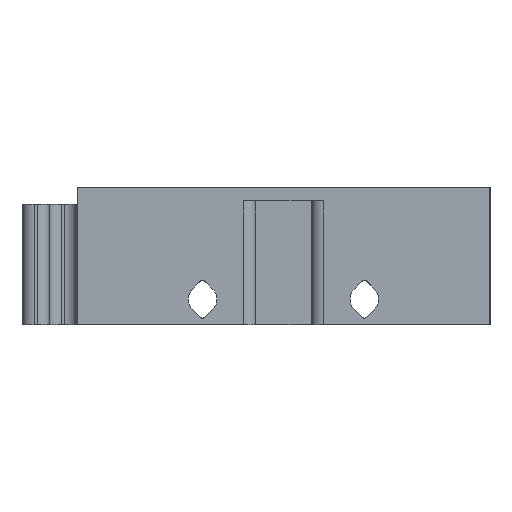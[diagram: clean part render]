
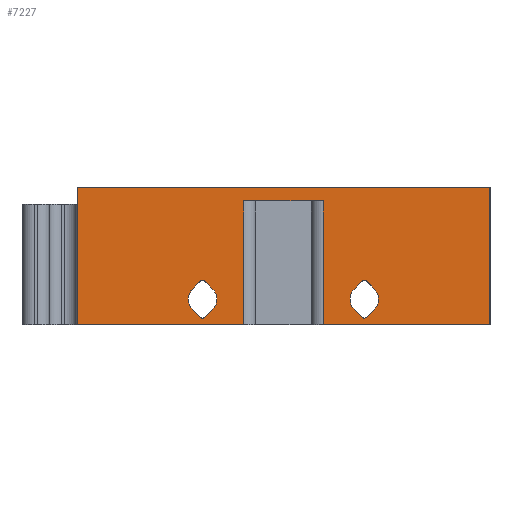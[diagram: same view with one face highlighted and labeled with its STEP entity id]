
A CAD part, left-side view. The second image highlights one B-rep face of the part: STEP entity #7227.
In plain terms, the highlighted planar face has unit normal (-1, 0, 0).
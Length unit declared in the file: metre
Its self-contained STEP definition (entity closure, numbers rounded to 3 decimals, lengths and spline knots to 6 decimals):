
#187=CIRCLE('',#7625,0.0004);
#195=CIRCLE('',#7641,0.002075);
#203=CIRCLE('',#7653,0.002075);
#208=CIRCLE('',#7686,0.0004);
#221=CIRCLE('',#7702,0.002075);
#231=CIRCLE('',#7726,0.002075);
#232=CIRCLE('',#7727,0.0004);
#233=CIRCLE('',#7728,0.0004);
#376=PLANE('',#7725);
#618=LINE('',#10475,#1373);
#666=LINE('',#10668,#1421);
#674=LINE('',#10700,#1429);
#816=LINE('',#11089,#1571);
#833=LINE('',#11140,#1588);
#847=LINE('',#11202,#1602);
#858=LINE('',#11238,#1613);
#880=LINE('',#11297,#1635);
#896=LINE('',#11365,#1651);
#923=LINE('',#11441,#1678);
#924=LINE('',#11442,#1679);
#925=LINE('',#11443,#1680);
#926=LINE('',#11445,#1681);
#927=LINE('',#11447,#1682);
#928=LINE('',#11451,#1683);
#929=LINE('',#11454,#1684);
#1373=VECTOR('',#8166,1.);
#1421=VECTOR('',#8216,1.);
#1429=VECTOR('',#8240,1.);
#1571=VECTOR('',#8528,1.);
#1588=VECTOR('',#8577,1.);
#1602=VECTOR('',#8645,1.);
#1613=VECTOR('',#8678,1.);
#1635=VECTOR('',#8724,1.);
#1651=VECTOR('',#8792,1.);
#1678=VECTOR('',#8855,1.);
#1679=VECTOR('',#8856,1.);
#1680=VECTOR('',#8857,1.);
#1681=VECTOR('',#8858,1.);
#1682=VECTOR('',#8859,1.);
#1683=VECTOR('',#8862,1.);
#1684=VECTOR('',#8865,1.);
#2855=ORIENTED_EDGE('',*,*,#4851,.T.);
#2856=ORIENTED_EDGE('',*,*,#4402,.F.);
#2857=ORIENTED_EDGE('',*,*,#4852,.T.);
#2858=ORIENTED_EDGE('',*,*,#4490,.T.);
#2859=ORIENTED_EDGE('',*,*,#4853,.F.);
#2860=ORIENTED_EDGE('',*,*,#4854,.T.);
#2861=ORIENTED_EDGE('',*,*,#4855,.T.);
#2862=ORIENTED_EDGE('',*,*,#4474,.T.);
#2863=ORIENTED_EDGE('',*,*,#4856,.F.);
#2864=ORIENTED_EDGE('',*,*,#4857,.T.);
#2865=ORIENTED_EDGE('',*,*,#4858,.F.);
#2866=ORIENTED_EDGE('',*,*,#4811,.F.);
#2867=ORIENTED_EDGE('',*,*,#4805,.F.);
#2868=ORIENTED_EDGE('',*,*,#4776,.F.);
#2869=ORIENTED_EDGE('',*,*,#4785,.F.);
#2870=ORIENTED_EDGE('',*,*,#4859,.T.);
#2871=ORIENTED_EDGE('',*,*,#4674,.F.);
#2872=ORIENTED_EDGE('',*,*,#4687,.T.);
#2873=ORIENTED_EDGE('',*,*,#4699,.T.);
#2874=ORIENTED_EDGE('',*,*,#4711,.T.);
#2875=ORIENTED_EDGE('',*,*,#4730,.T.);
#2876=ORIENTED_EDGE('',*,*,#4860,.T.);
#2877=ORIENTED_EDGE('',*,*,#4748,.F.);
#2878=ORIENTED_EDGE('',*,*,#4722,.T.);
#4402=EDGE_CURVE('',#5456,#5457,#618,.F.);
#4474=EDGE_CURVE('',#5529,#5528,#666,.F.);
#4490=EDGE_CURVE('',#5545,#5544,#674,.F.);
#4674=EDGE_CURVE('',#5708,#5705,#816,.T.);
#4687=EDGE_CURVE('',#5708,#5718,#187,.T.);
#4699=EDGE_CURVE('',#5718,#5726,#833,.T.);
#4711=EDGE_CURVE('',#5726,#5734,#195,.T.);
#4722=EDGE_CURVE('',#5742,#5705,#203,.T.);
#4730=EDGE_CURVE('',#5734,#5747,#847,.T.);
#4748=EDGE_CURVE('',#5742,#5762,#858,.T.);
#4776=EDGE_CURVE('',#5786,#5783,#880,.T.);
#4785=EDGE_CURVE('',#5795,#5786,#208,.F.);
#4805=EDGE_CURVE('',#5783,#5807,#221,.F.);
#4811=EDGE_CURVE('',#5807,#5813,#896,.T.);
#4851=EDGE_CURVE('',#5528,#5457,#923,.T.);
#4852=EDGE_CURVE('',#5456,#5545,#924,.F.);
#4853=EDGE_CURVE('',#5844,#5544,#925,.T.);
#4854=EDGE_CURVE('',#5844,#5845,#926,.F.);
#4855=EDGE_CURVE('',#5845,#5529,#927,.F.);
#4856=EDGE_CURVE('',#5846,#5847,#231,.F.);
#4857=EDGE_CURVE('',#5846,#5848,#928,.T.);
#4858=EDGE_CURVE('',#5813,#5848,#232,.F.);
#4859=EDGE_CURVE('',#5795,#5847,#929,.T.);
#4860=EDGE_CURVE('',#5747,#5762,#233,.T.);
#5456=VERTEX_POINT('',#10474);
#5457=VERTEX_POINT('',#10476);
#5528=VERTEX_POINT('',#10667);
#5529=VERTEX_POINT('',#10669);
#5544=VERTEX_POINT('',#10699);
#5545=VERTEX_POINT('',#10701);
#5705=VERTEX_POINT('',#11083);
#5708=VERTEX_POINT('',#11088);
#5718=VERTEX_POINT('',#11115);
#5726=VERTEX_POINT('',#11139);
#5734=VERTEX_POINT('',#11163);
#5742=VERTEX_POINT('',#11187);
#5747=VERTEX_POINT('',#11201);
#5762=VERTEX_POINT('',#11239);
#5783=VERTEX_POINT('',#11291);
#5786=VERTEX_POINT('',#11296);
#5795=VERTEX_POINT('',#11316);
#5807=VERTEX_POINT('',#11350);
#5813=VERTEX_POINT('',#11366);
#5844=VERTEX_POINT('',#11444);
#5845=VERTEX_POINT('',#11446);
#5846=VERTEX_POINT('',#11449);
#5847=VERTEX_POINT('',#11450);
#5848=VERTEX_POINT('',#11452);
#6374=EDGE_LOOP('',(#2855,#2856,#2857,#2858,#2859,#2860,#2861,#2862));
#6375=EDGE_LOOP('',(#2863,#2864,#2865,#2866,#2867,#2868,#2869,#2870));
#6376=EDGE_LOOP('',(#2871,#2872,#2873,#2874,#2875,#2876,#2877,#2878));
#6779=FACE_BOUND('',#6374,.T.);
#6780=FACE_BOUND('',#6375,.T.);
#6781=FACE_BOUND('',#6376,.T.);
#7227=ADVANCED_FACE('',(#6779,#6780,#6781),#376,.F.);
#7625=AXIS2_PLACEMENT_3D('',#11116,#8554,#8555);
#7641=AXIS2_PLACEMENT_3D('',#11164,#8602,#8603);
#7653=AXIS2_PLACEMENT_3D('',#11186,#8629,#8630);
#7686=AXIS2_PLACEMENT_3D('',#11317,#8739,#8740);
#7702=AXIS2_PLACEMENT_3D('',#11353,#8778,#8779);
#7725=AXIS2_PLACEMENT_3D('',#11440,#8853,#8854);
#7726=AXIS2_PLACEMENT_3D('',#11448,#8860,#8861);
#7727=AXIS2_PLACEMENT_3D('',#11453,#8863,#8864);
#7728=AXIS2_PLACEMENT_3D('',#11455,#8866,#8867);
#8166=DIRECTION('',(0.,1.,0.));
#8216=DIRECTION('',(0.,1.,0.));
#8240=DIRECTION('',(0.,1.,0.));
#8528=DIRECTION('',(0.,-0.707,0.707));
#8554=DIRECTION('',(1.,0.,0.));
#8555=DIRECTION('',(0.,1.,0.));
#8577=DIRECTION('',(0.,0.707,0.707));
#8602=DIRECTION('',(1.,0.,0.));
#8603=DIRECTION('',(0.,1.,0.));
#8629=DIRECTION('',(1.,0.,0.));
#8630=DIRECTION('',(0.,1.,0.));
#8645=DIRECTION('',(0.,-0.707,0.707));
#8678=DIRECTION('',(0.,0.707,0.707));
#8724=DIRECTION('',(0.,-0.707,0.707));
#8739=DIRECTION('',(1.,0.,0.));
#8740=DIRECTION('',(0.,1.,0.));
#8778=DIRECTION('',(1.,0.,0.));
#8779=DIRECTION('',(0.,1.,0.));
#8792=DIRECTION('',(0.,0.707,0.707));
#8853=DIRECTION('',(1.,0.,0.));
#8854=DIRECTION('',(0.,1.,0.));
#8855=DIRECTION('',(0.,0.,1.));
#8856=DIRECTION('',(0.,0.,1.));
#8857=DIRECTION('',(0.,0.,-1.));
#8858=DIRECTION('',(0.,1.,0.));
#8859=DIRECTION('',(0.,0.,1.));
#8860=DIRECTION('',(1.,0.,0.));
#8861=DIRECTION('',(0.,1.,0.));
#8862=DIRECTION('',(0.,-0.707,0.707));
#8863=DIRECTION('',(1.,0.,0.));
#8864=DIRECTION('',(0.,1.,0.));
#8865=DIRECTION('',(0.,0.707,0.707));
#8866=DIRECTION('',(1.,0.,0.));
#8867=DIRECTION('',(0.,1.,0.));
#10474=CARTESIAN_POINT('',(0.810025,0.569975,0.38));
#10475=CARTESIAN_POINT('',(0.810025,0.497889,0.38));
#10476=CARTESIAN_POINT('',(0.810025,0.51,0.38));
#10667=CARTESIAN_POINT('',(0.810025,0.51,0.36));
#10668=CARTESIAN_POINT('',(0.810025,0.497889,0.36));
#10669=CARTESIAN_POINT('',(0.810025,0.534222,0.36));
#10699=CARTESIAN_POINT('',(0.810025,0.545778,0.36));
#10700=CARTESIAN_POINT('',(0.810025,0.497889,0.36));
#10701=CARTESIAN_POINT('',(0.810025,0.569975,0.36));
#11083=CARTESIAN_POINT('',(0.810025,0.526799,0.362266));
#11088=CARTESIAN_POINT('',(0.810025,0.527984,0.361082));
#11089=CARTESIAN_POINT('',(0.810025,0.503477,0.385588));
#11115=CARTESIAN_POINT('',(0.810025,0.528549,0.361082));
#11116=CARTESIAN_POINT('',(0.810025,0.528267,0.361365));
#11139=CARTESIAN_POINT('',(0.810025,0.529734,0.362266));
#11140=CARTESIAN_POINT('',(0.810025,0.522678,0.355211));
#11163=CARTESIAN_POINT('',(0.810025,0.529734,0.365201));
#11164=CARTESIAN_POINT('',(0.810025,0.528267,0.363733));
#11186=CARTESIAN_POINT('',(0.810025,0.528267,0.363733));
#11187=CARTESIAN_POINT('',(0.810025,0.526799,0.365201));
#11201=CARTESIAN_POINT('',(0.810025,0.528549,0.366385));
#11202=CARTESIAN_POINT('',(0.810025,0.506412,0.388523));
#11238=CARTESIAN_POINT('',(0.810025,0.519744,0.358145));
#11239=CARTESIAN_POINT('',(0.810025,0.527984,0.366385));
#11291=CARTESIAN_POINT('',(0.810025,0.550266,0.362266));
#11296=CARTESIAN_POINT('',(0.810025,0.551451,0.361082));
#11297=CARTESIAN_POINT('',(0.810025,0.515211,0.397322));
#11316=CARTESIAN_POINT('',(0.810025,0.552016,0.361082));
#11317=CARTESIAN_POINT('',(0.810025,0.551733,0.361365));
#11350=CARTESIAN_POINT('',(0.810025,0.550266,0.365201));
#11353=CARTESIAN_POINT('',(0.810025,0.551733,0.363733));
#11365=CARTESIAN_POINT('',(0.810025,0.531477,0.346412));
#11366=CARTESIAN_POINT('',(0.810025,0.551451,0.366385));
#11440=CARTESIAN_POINT('',(0.810025,0.497889,0.38));
#11441=CARTESIAN_POINT('',(0.810025,0.51,0.38));
#11442=CARTESIAN_POINT('',(0.810025,0.569975,0.38));
#11443=CARTESIAN_POINT('',(0.810025,0.545778,0.38));
#11444=CARTESIAN_POINT('',(0.810025,0.545778,0.378));
#11445=CARTESIAN_POINT('',(0.810025,0.497889,0.378));
#11446=CARTESIAN_POINT('',(0.810025,0.534222,0.378));
#11447=CARTESIAN_POINT('',(0.810025,0.534222,0.38));
#11448=CARTESIAN_POINT('',(0.810025,0.551733,0.363733));
#11449=CARTESIAN_POINT('',(0.810025,0.553201,0.365201));
#11450=CARTESIAN_POINT('',(0.810025,0.553201,0.362266));
#11451=CARTESIAN_POINT('',(0.810025,0.518145,0.400256));
#11452=CARTESIAN_POINT('',(0.810025,0.552016,0.366385));
#11453=CARTESIAN_POINT('',(0.810025,0.551733,0.366102));
#11454=CARTESIAN_POINT('',(0.810025,0.534412,0.343477));
#11455=CARTESIAN_POINT('',(0.810025,0.528267,0.366102));
